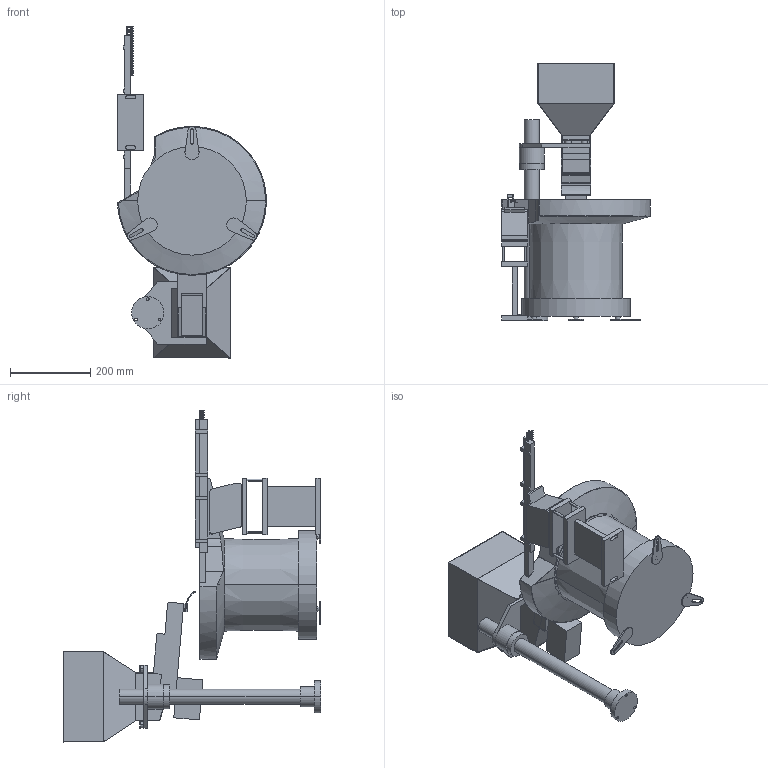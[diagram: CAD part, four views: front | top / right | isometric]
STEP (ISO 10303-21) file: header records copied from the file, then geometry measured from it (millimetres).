
FILE_DESCRIPTION (( 'STEP AP203' ), '1' );
FILE_NAME ('Bowl Feeder Coppy by Puu 00.STEP', '2018-05-11T08:54:31', ( '' ), ( '' ), 'SwSTEP 2.0', 'SolidWorks 2018', '' );
FILE_SCHEMA (( 'CONFIG_CONTROL_DESIGN' ));
Length unit declared in the file: millimetre
Products named in the file (5): Bowl Feeder Coppy by Puu 03; Bowl Feeder Coppy by Puu 01; Original Part BOBBIN PANASONIC 01; Bowl Feeder Coppy by Puu 00; Bowl Feeder Coppy by Puu 02
Assembly tree (23 placements, depth 2):
  Bowl Feeder Coppy by Puu 00
    Bowl Feeder Coppy by Puu 01
    Bowl Feeder Coppy by Puu 02
    Original Part BOBBIN PANASONIC 01  x20
    Bowl Feeder Coppy by Puu 03
Bounding box: 370 x 639.54 x 825.36 mm (x, y, z)
Volume: 13458487.5 mm3; surface area: 1436464.8 mm2
Topology: 23 solids, 23 shells, 2646 faces, 6589 edges, 4109 vertices
Faces by surface type: plane 1178, cylinder 873, torus 340, cone 253, bspline 2
Entity records: 16894 total; most frequent: CARTESIAN_POINT 3235, DIRECTION 2652, ORIENTED_EDGE 2610, EDGE_CURVE 1305, LINE 912, VECTOR 912, AXIS2_PLACEMENT_3D 870, VERTEX_POINT 841
